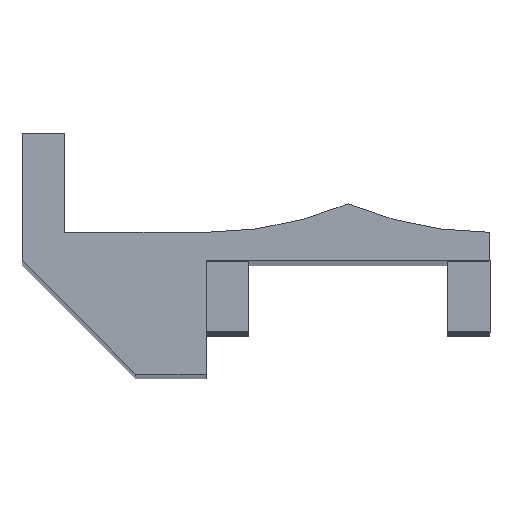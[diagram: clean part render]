
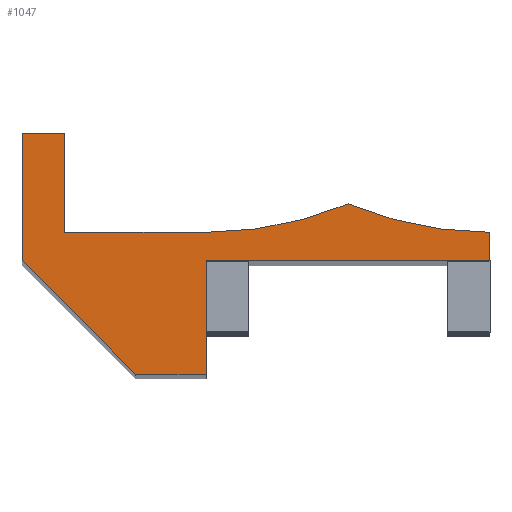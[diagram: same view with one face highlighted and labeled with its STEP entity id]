
A CAD part, top view. The second image highlights one B-rep face of the part: STEP entity #1047.
In plain terms, the highlighted planar face has unit normal (0, 0, 1).
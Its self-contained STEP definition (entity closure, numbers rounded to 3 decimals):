
#19=CIRCLE('',#1124,26.);
#20=CIRCLE('',#1126,26.);
#31=FACE_OUTER_BOUND('',#84,.T.);
#84=EDGE_LOOP('',(#747,#748,#749,#750,#751,#752,#753,#754,#755,#756,#757));
#129=LINE('',#1443,#278);
#139=LINE('',#1467,#288);
#142=LINE('',#1472,#291);
#144=LINE('',#1477,#293);
#166=LINE('',#1521,#315);
#169=LINE('',#1526,#318);
#170=LINE('',#1528,#319);
#173=LINE('',#1539,#322);
#174=LINE('',#1540,#323);
#278=VECTOR('',#1176,10.);
#288=VECTOR('',#1194,10.);
#291=VECTOR('',#1199,10.);
#293=VECTOR('',#1203,10.);
#315=VECTOR('',#1227,10.);
#318=VECTOR('',#1232,10.);
#319=VECTOR('',#1235,10.);
#322=VECTOR('',#1248,10.);
#323=VECTOR('',#1249,10.);
#427=VERTEX_POINT('',#1440);
#428=VERTEX_POINT('',#1442);
#438=VERTEX_POINT('',#1466);
#439=VERTEX_POINT('',#1470);
#441=VERTEX_POINT('',#1475);
#461=VERTEX_POINT('',#1518);
#462=VERTEX_POINT('',#1520);
#463=VERTEX_POINT('',#1524);
#464=VERTEX_POINT('',#1530);
#465=VERTEX_POINT('',#1532);
#466=VERTEX_POINT('',#1538);
#529=EDGE_CURVE('',#427,#428,#129,.T.);
#541=EDGE_CURVE('',#438,#428,#139,.T.);
#544=EDGE_CURVE('',#427,#439,#142,.T.);
#546=EDGE_CURVE('',#439,#441,#144,.T.);
#568=EDGE_CURVE('',#462,#461,#166,.T.);
#571=EDGE_CURVE('',#461,#463,#169,.T.);
#572=EDGE_CURVE('',#463,#438,#170,.T.);
#574=EDGE_CURVE('',#465,#464,#19,.T.);
#576=EDGE_CURVE('',#464,#462,#20,.T.);
#577=EDGE_CURVE('',#441,#466,#173,.T.);
#578=EDGE_CURVE('',#466,#465,#174,.T.);
#747=ORIENTED_EDGE('',*,*,#529,.F.);
#748=ORIENTED_EDGE('',*,*,#544,.T.);
#749=ORIENTED_EDGE('',*,*,#546,.T.);
#750=ORIENTED_EDGE('',*,*,#577,.T.);
#751=ORIENTED_EDGE('',*,*,#578,.T.);
#752=ORIENTED_EDGE('',*,*,#574,.T.);
#753=ORIENTED_EDGE('',*,*,#576,.T.);
#754=ORIENTED_EDGE('',*,*,#568,.T.);
#755=ORIENTED_EDGE('',*,*,#571,.T.);
#756=ORIENTED_EDGE('',*,*,#572,.T.);
#757=ORIENTED_EDGE('',*,*,#541,.T.);
#994=PLANE('',#1127);
#1047=ADVANCED_FACE('',(#31),#994,.T.);
#1124=AXIS2_PLACEMENT_3D('',#1533,#1239,#1240);
#1126=AXIS2_PLACEMENT_3D('',#1536,#1244,#1245);
#1127=AXIS2_PLACEMENT_3D('',#1537,#1246,#1247);
#1176=DIRECTION('',(-0.707,0.707,0.));
#1194=DIRECTION('',(0.,-1.,0.));
#1199=DIRECTION('',(1.,0.,0.));
#1203=DIRECTION('',(0.,1.,0.));
#1227=DIRECTION('',(-1.,0.,0.));
#1232=DIRECTION('',(0.,1.,0.));
#1235=DIRECTION('',(-1.,0.,0.));
#1239=DIRECTION('center_axis',(0.,0.,-1.));
#1240=DIRECTION('ref_axis',(0.385,0.923,0.));
#1244=DIRECTION('center_axis',(0.,0.,-1.));
#1245=DIRECTION('ref_axis',(0.,1.,0.));
#1246=DIRECTION('center_axis',(0.,0.,1.));
#1247=DIRECTION('ref_axis',(1.,0.,0.));
#1248=DIRECTION('',(1.,0.,0.));
#1249=DIRECTION('',(0.,1.,0.));
#1440=CARTESIAN_POINT('',(-25.,-2.5,99.));
#1442=CARTESIAN_POINT('',(-33.,5.5,99.));
#1443=CARTESIAN_POINT('',(-27.75,0.25,99.));
#1466=CARTESIAN_POINT('',(-33.,14.5,99.));
#1467=CARTESIAN_POINT('',(-33.,14.5,99.));
#1470=CARTESIAN_POINT('',(-20.,-2.5,99.));
#1472=CARTESIAN_POINT('',(-33.,-2.5,99.));
#1475=CARTESIAN_POINT('',(-20.,5.5,99.));
#1477=CARTESIAN_POINT('',(-20.,-2.5,99.));
#1518=CARTESIAN_POINT('',(-30.,7.5,99.));
#1520=CARTESIAN_POINT('',(-20.,7.5,99.));
#1521=CARTESIAN_POINT('',(-20.,7.5,99.));
#1524=CARTESIAN_POINT('',(-30.,14.5,99.));
#1526=CARTESIAN_POINT('',(-30.,-2.5,99.));
#1528=CARTESIAN_POINT('',(-30.,14.5,99.));
#1530=CARTESIAN_POINT('',(-10.,9.5,99.));
#1532=CARTESIAN_POINT('',(0.,7.5,99.));
#1533=CARTESIAN_POINT('Origin',(0.,33.5,99.));
#1536=CARTESIAN_POINT('Origin',(-20.,33.5,99.));
#1537=CARTESIAN_POINT('Origin',(-20.,5.5,99.));
#1538=CARTESIAN_POINT('',(0.,5.5,99.));
#1539=CARTESIAN_POINT('',(-20.,5.5,99.));
#1540=CARTESIAN_POINT('',(0.,5.5,99.));
